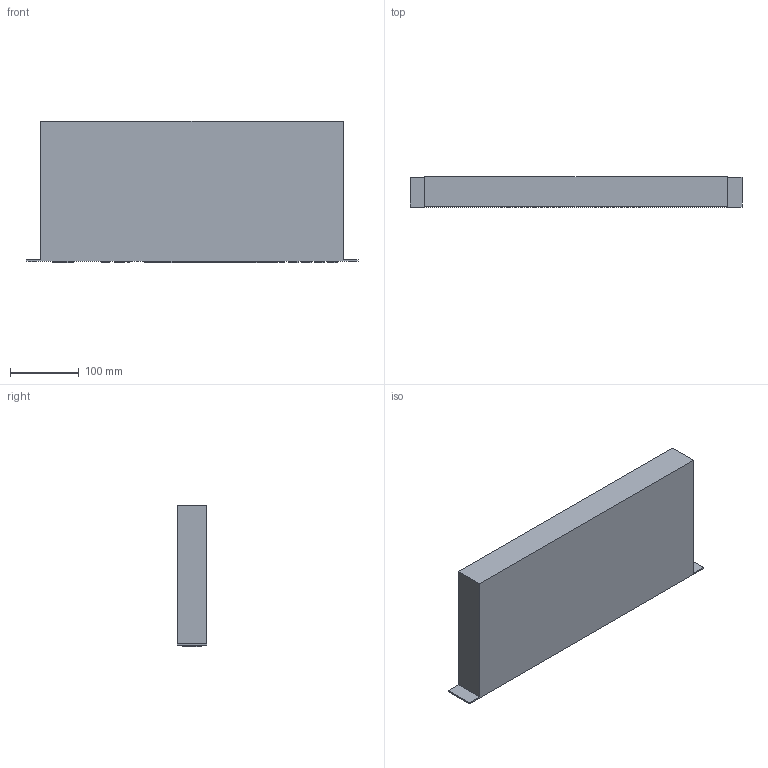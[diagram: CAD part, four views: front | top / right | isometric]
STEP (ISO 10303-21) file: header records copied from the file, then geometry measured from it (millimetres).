
FILE_DESCRIPTION (( 'STEP AP203' ), '1' );
FILE_NAME ('MES2324PAC.STEP', '2022-09-28T08:42:06', ( '' ), ( '' ), 'SwSTEP 2.0', 'SolidWorks 2021', '' );
FILE_SCHEMA (( 'CONFIG_CONTROL_DESIGN' ));
Length unit declared in the file: millimetre
Products named in the file (1): MES2324PAC
Bounding box: 482.6 x 43.6 x 205.3 mm (x, y, z)
Volume: 3909626.7 mm3; surface area: 244013.1 mm2
Topology: 1 solids, 1 shells, 528 faces, 1386 edges, 924 vertices
Faces by surface type: plane 448, cylinder 80
Entity records: 16147 total; most frequent: CARTESIAN_POINT 2839, ORIENTED_EDGE 2772, DIRECTION 2604, EDGE_CURVE 1386, LINE 1226, VECTOR 1226, VERTEX_POINT 924, AXIS2_PLACEMENT_3D 689
